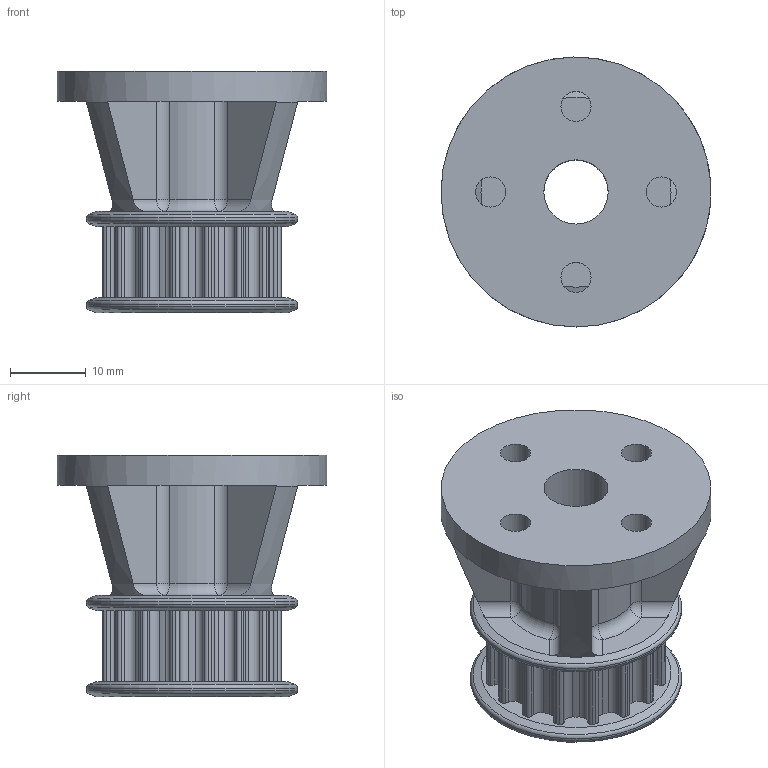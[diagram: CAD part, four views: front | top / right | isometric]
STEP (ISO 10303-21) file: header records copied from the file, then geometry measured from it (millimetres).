
FILE_DESCRIPTION(/* description */ ('STEP AP242','CAx-IF Rec.Pracs.---Representation and Presentation of Product Manufacturing Information (PMI)---4.0---2014-10-13','CAx-IF Rec.Pracs.---3D Tessellated Geometry---0.4---2014-09-14','2;1'),/* implementation_level */ '2;1');
FILE_NAME(/* name */ '67698e4d642a3c222766e016',/* time_stamp */ '2024-12-23T16:22:38Z',/* author */ (''),/* organization */ (''),/* preprocessor_version */ 'ST-DEVELOPER v20',/* originating_system */ 'ONSHAPE BY PTC INC, 1.191',/* authorisation */ ' ');
FILE_SCHEMA (('AP242_MANAGED_MODEL_BASED_3D_ENGINEERING_MIM_LF { 1 0 10303 442 1 1 4 }'));
Length unit declared in the file: metre
Products named in the file (1): Part 3
Bounding box: 35.73 x 35.73 x 31.96 mm (x, y, z)
Volume: 11861.1 mm3; surface area: 7176.6 mm2
Topology: 1 solids, 1 shells, 209 faces, 583 edges, 372 vertices
Faces by surface type: cylinder 127, bspline 32, plane 26, cone 8, torus 8, sphere 8
Full cylindrical faces by diameter (mm): 3.988 x4, 8.5 x1, 8.509 x1, 14.046 x1, 15.037 x1, 27.94 x2, 35.733 x1
Entity records: 8174 total; most frequent: CARTESIAN_POINT 2960, DIRECTION 1098, ORIENTED_EDGE 1094, EDGE_CURVE 547, AXIS2_PLACEMENT_3D 461, VERTEX_POINT 363, CIRCLE 283, EDGE_LOOP 242
